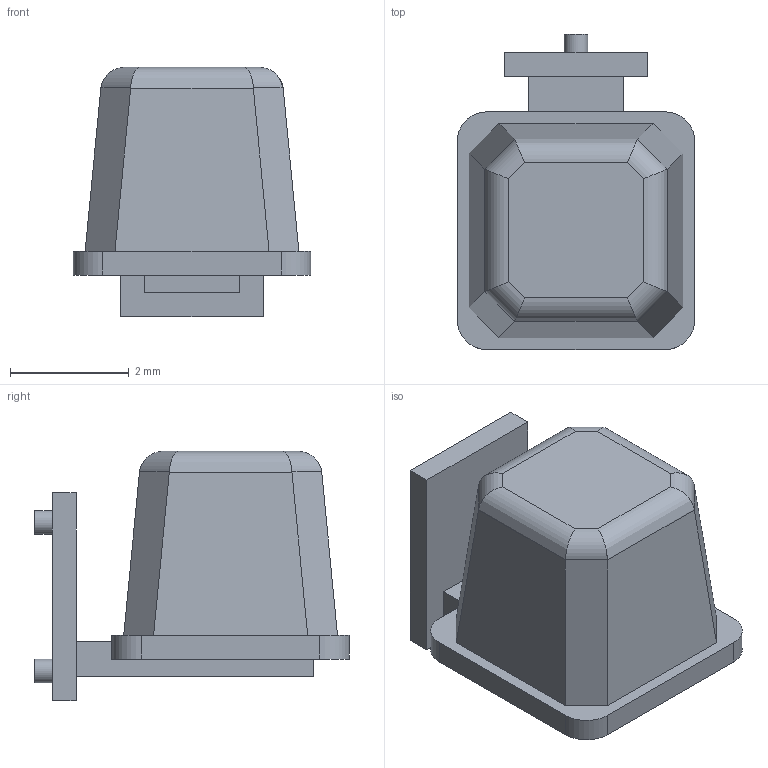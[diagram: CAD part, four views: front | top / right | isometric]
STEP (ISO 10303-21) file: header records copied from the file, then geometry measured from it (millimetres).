
FILE_DESCRIPTION(('FreeCAD Model'),'2;1');
FILE_NAME('Open CASCADE Shape Model','2024-03-24T14:59:46',('FreeCAD'),( 'FreeCAD'),'Open CASCADE STEP processor 7.6','FreeCAD','Unknown');
FILE_SCHEMA(('AUTOMOTIVE_DESIGN { 1 0 10303 214 1 1 1 1 }'));
Length unit declared in the file: millimetre
Products named in the file (1): Open CASCADE STEP translator 7.6 1
Bounding box: 4 x 5.3 x 4.2 mm (x, y, z)
Volume: 41 mm3; surface area: 105.4 mm2
Topology: 1 solids, 1 shells, 45 faces, 118 edges, 80 vertices
Faces by surface type: plane 22, bspline 16, cylinder 7
Full cylindrical faces by diameter (mm): 0.4 x2, 1.2 x1
Entity records: 3540 total; most frequent: CARTESIAN_POINT 1517, DIRECTION 253, ORIENTED_EDGE 236, PCURVE 236, DEFINITIONAL_REPRESENTATION 236, B_SPLINE_CURVE_WITH_KNOTS 166, LINE 156, VECTOR 156
